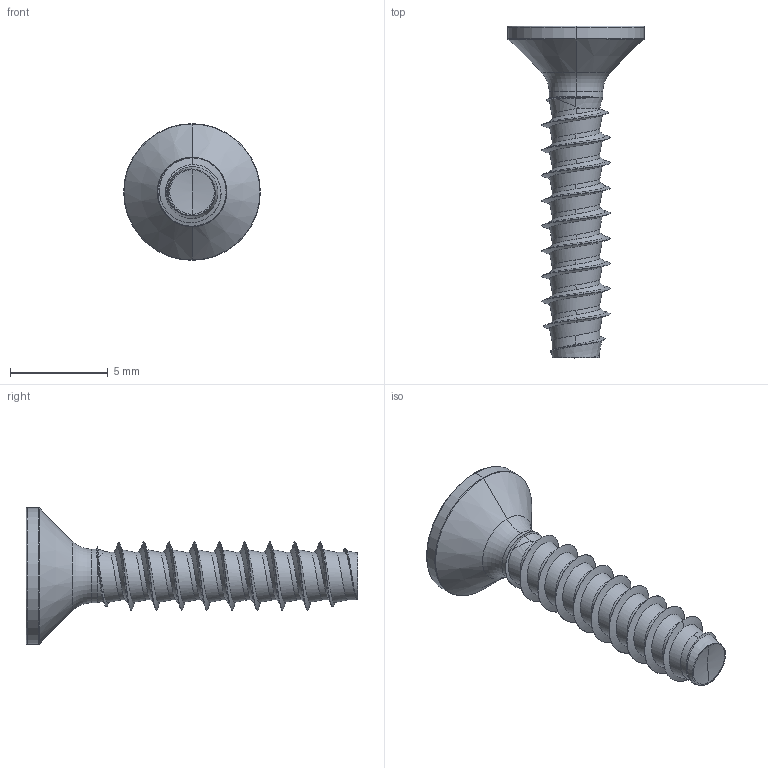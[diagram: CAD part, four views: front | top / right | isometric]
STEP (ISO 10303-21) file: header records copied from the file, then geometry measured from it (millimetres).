
FILE_DESCRIPTION (( 'STEP AP203' ), '1' );
FILE_NAME ('STP330350170.STEP', '2019-05-16T00:53:28', ( '' ), ( '' ), 'SwSTEP 2.0', 'SolidWorks 2015', '' );
FILE_SCHEMA (( 'CONFIG_CONTROL_DESIGN' ));
Length unit declared in the file: millimetre
Products named in the file (2): STP330350170
Bounding box: 7 x 17 x 7 mm (x, y, z)
Volume: 140.3 mm3; surface area: 296.2 mm2
Topology: 1 solids, 1 shells, 182 faces, 416 edges, 236 vertices
Faces by surface type: cylinder 66, bspline 51, sphere 26, plane 22, cone 11, torus 6
Entity records: 21749 total; most frequent: CARTESIAN_POINT 17990, ORIENTED_EDGE 828, DIRECTION 665, EDGE_CURVE 414, AXIS2_PLACEMENT_3D 272, VERTEX_POINT 236, EDGE_LOOP 184, ADVANCED_FACE 182
